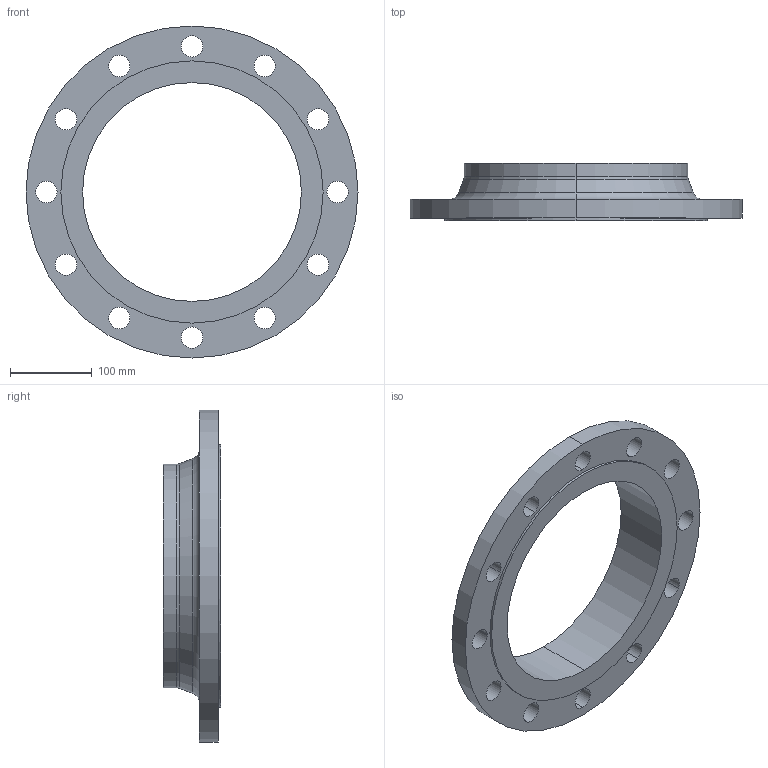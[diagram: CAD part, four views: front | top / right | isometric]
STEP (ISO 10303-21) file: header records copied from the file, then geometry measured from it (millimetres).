
FILE_DESCRIPTION (( 'STEP AP203' ), '1' );
FILE_NAME ('3D_R286-PN16_DN273_176336850_176338330.STEP', '2024-07-05T13:21:44', ( '' ), ( '' ), 'SwSTEP 2.0', 'SolidWorks 2024', '' );
FILE_SCHEMA (( 'CONFIG_CONTROL_DESIGN' ));
Length unit declared in the file: millimetre
Products named in the file (1): 3D_R286-PN16_DN273_176336850_176338330
Bounding box: 405 x 70 x 405 mm (x, y, z)
Volume: 1833779.6 mm3; surface area: 276089.2 mm2
Topology: 1 solids, 1 shells, 42 faces, 108 edges, 70 vertices
Faces by surface type: cylinder 32, torus 4, plane 4, cone 2
Entity records: 1447 total; most frequent: DIRECTION 268, CARTESIAN_POINT 221, ORIENTED_EDGE 216, AXIS2_PLACEMENT_3D 117, EDGE_CURVE 108, CIRCLE 74, VERTEX_POINT 70, EDGE_LOOP 70
